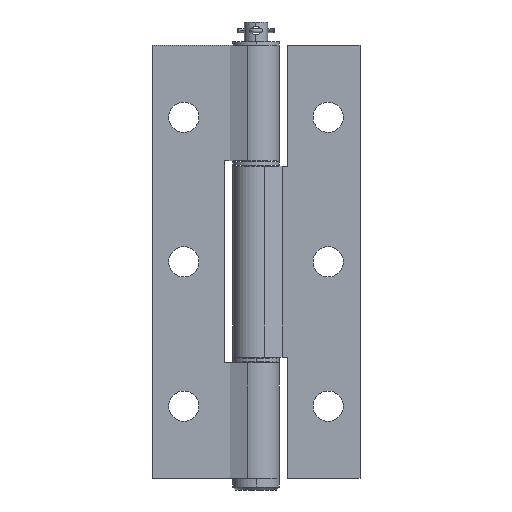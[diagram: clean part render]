
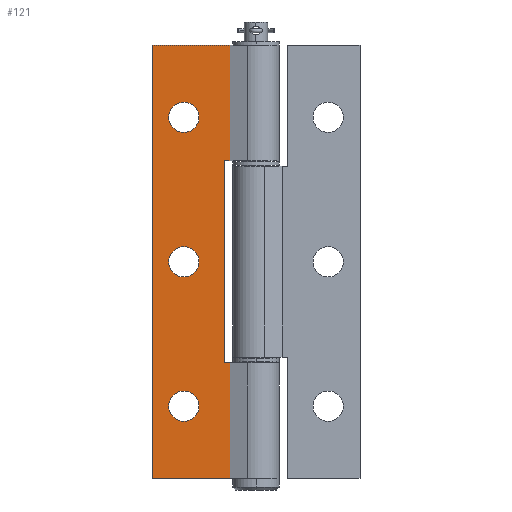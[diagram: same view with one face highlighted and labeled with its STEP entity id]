
A CAD part, front view. The second image highlights one B-rep face of the part: STEP entity #121.
In plain terms, the highlighted planar face has unit normal (0, -1, 0).
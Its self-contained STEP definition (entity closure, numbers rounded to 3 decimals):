
#6 = VERTEX_POINT ( 'NONE', #394 ) ;
#14 = EDGE_CURVE ( 'NONE', #246, #2985, #502, .T. ) ;
#17 = ORIENTED_EDGE ( 'NONE', *, *, #18, .T. ) ;
#18 = EDGE_CURVE ( 'NONE', #6, #42, #498, .T. ) ;
#40 = ORIENTED_EDGE ( 'NONE', *, *, #41, .T. ) ;
#41 = EDGE_CURVE ( 'NONE', #42, #43, #440, .T. ) ;
#42 = VERTEX_POINT ( 'NONE', #436 ) ;
#43 = VERTEX_POINT ( 'NONE', #435 ) ;
#81 = ORIENTED_EDGE ( 'NONE', *, *, #82, .T. ) ;
#82 = EDGE_CURVE ( 'NONE', #43, #3692, #364, .T. ) ;
#83 = ORIENTED_EDGE ( 'NONE', *, *, #3687, .F. ) ;
#84 = ORIENTED_EDGE ( 'NONE', *, *, #133, .F. ) ;
#85 = ORIENTED_EDGE ( 'NONE', *, *, #14, .T. ) ;
#86 = ORIENTED_EDGE ( 'NONE', *, *, #3557, .T. ) ;
#87 = ORIENTED_EDGE ( 'NONE', *, *, #88, .F. ) ;
#88 = EDGE_CURVE ( 'NONE', #6, #3555, #360, .T. ) ;
#121 = ADVANCED_FACE ( 'NONE', ( #415, #414, #413, #412 ), #410, .F. ) ;
#122 = EDGE_LOOP ( 'NONE', ( #123, #163 ) ) ;
#123 = ORIENTED_EDGE ( 'NONE', *, *, #124, .T. ) ;
#124 = EDGE_CURVE ( 'NONE', #3473, #3472, #331, .T. ) ;
#133 = EDGE_CURVE ( 'NONE', #246, #3691, #311, .T. ) ;
#163 = ORIENTED_EDGE ( 'NONE', *, *, #3471, .T. ) ;
#164 = EDGE_LOOP ( 'NONE', ( #165, #167 ) ) ;
#165 = ORIENTED_EDGE ( 'NONE', *, *, #166, .T. ) ;
#166 = EDGE_CURVE ( 'NONE', #3600, #3599, #765, .T. ) ;
#167 = ORIENTED_EDGE ( 'NONE', *, *, #3598, .T. ) ;
#168 = EDGE_LOOP ( 'NONE', ( #169, #171 ) ) ;
#169 = ORIENTED_EDGE ( 'NONE', *, *, #170, .T. ) ;
#170 = EDGE_CURVE ( 'NONE', #3357, #3356, #760, .T. ) ;
#171 = ORIENTED_EDGE ( 'NONE', *, *, #3355, .T. ) ;
#172 = EDGE_LOOP ( 'NONE', ( #40, #81, #83, #84, #85, #86, #87, #17 ) ) ;
#246 = VERTEX_POINT ( 'NONE', #651 ) ;
#308 = DIRECTION ( 'NONE',  ( 1., 0., 0. ) ) ;
#309 = VECTOR ( 'NONE', #308, 1000. ) ;
#310 = CARTESIAN_POINT ( 'NONE',  ( -36., -5., 75. ) ) ;
#311 = LINE ( 'NONE', #310, #309 ) ;
#328 = DIRECTION ( 'NONE',  ( 0., 0., 1. ) ) ;
#329 = DIRECTION ( 'NONE',  ( 0., 1., 0. ) ) ;
#330 = AXIS2_PLACEMENT_3D ( 'NONE', #411, #329, #328 ) ;
#331 = CIRCLE ( 'NONE', #330, 5.25 ) ;
#357 = DIRECTION ( 'NONE',  ( 0., 0., -1. ) ) ;
#358 = VECTOR ( 'NONE', #357, 1000. ) ;
#359 = CARTESIAN_POINT ( 'NONE',  ( -9., -5., 75. ) ) ;
#360 = LINE ( 'NONE', #359, #358 ) ;
#361 = DIRECTION ( 'NONE',  ( 1., 0., 0. ) ) ;
#362 = VECTOR ( 'NONE', #361, 1000. ) ;
#363 = CARTESIAN_POINT ( 'NONE',  ( -36., -5., 35. ) ) ;
#364 = LINE ( 'NONE', #363, #362 ) ;
#394 = CARTESIAN_POINT ( 'NONE',  ( -9., -5., -35. ) ) ;
#406 = DIRECTION ( 'NONE',  ( 0., 0., 1. ) ) ;
#407 = DIRECTION ( 'NONE',  ( 0., 1., 0. ) ) ;
#408 = CARTESIAN_POINT ( 'NONE',  ( -36., -5., 75. ) ) ;
#409 = AXIS2_PLACEMENT_3D ( 'NONE', #408, #407, #406 ) ;
#410 = PLANE ( 'NONE',  #409 ) ;
#411 = CARTESIAN_POINT ( 'NONE',  ( -25., -5., -50. ) ) ;
#412 = FACE_OUTER_BOUND ( 'NONE', #172, .T. ) ;
#413 = FACE_BOUND ( 'NONE', #168, .T. ) ;
#414 = FACE_BOUND ( 'NONE', #164, .T. ) ;
#415 = FACE_BOUND ( 'NONE', #122, .T. ) ;
#435 = CARTESIAN_POINT ( 'NONE',  ( -11., -5., 35. ) ) ;
#436 = CARTESIAN_POINT ( 'NONE',  ( -11., -5., -35. ) ) ;
#437 = DIRECTION ( 'NONE',  ( 0., 0., 1. ) ) ;
#438 = VECTOR ( 'NONE', #437, 1000. ) ;
#439 = CARTESIAN_POINT ( 'NONE',  ( -11., -5., 75. ) ) ;
#440 = LINE ( 'NONE', #439, #438 ) ;
#495 = DIRECTION ( 'NONE',  ( -1., 0., 0. ) ) ;
#496 = VECTOR ( 'NONE', #495, 1000. ) ;
#497 = CARTESIAN_POINT ( 'NONE',  ( -36., -5., -35. ) ) ;
#498 = LINE ( 'NONE', #497, #496 ) ;
#499 = DIRECTION ( 'NONE',  ( 0., 0., -1. ) ) ;
#500 = VECTOR ( 'NONE', #499, 1000. ) ;
#501 = CARTESIAN_POINT ( 'NONE',  ( -36., -5., 75. ) ) ;
#502 = LINE ( 'NONE', #501, #500 ) ;
#651 = CARTESIAN_POINT ( 'NONE',  ( -36., -5., 75. ) ) ;
#756 = DIRECTION ( 'NONE',  ( 0., 0., 1. ) ) ;
#757 = DIRECTION ( 'NONE',  ( 0., 1., 0. ) ) ;
#758 = CARTESIAN_POINT ( 'NONE',  ( -25., -5., 50. ) ) ;
#759 = AXIS2_PLACEMENT_3D ( 'NONE', #758, #757, #756 ) ;
#760 = CIRCLE ( 'NONE', #759, 5.25 ) ;
#761 = DIRECTION ( 'NONE',  ( 0., 0., 1. ) ) ;
#762 = DIRECTION ( 'NONE',  ( 0., 1., 0. ) ) ;
#763 = CARTESIAN_POINT ( 'NONE',  ( -25., -5., 0. ) ) ;
#764 = AXIS2_PLACEMENT_3D ( 'NONE', #763, #762, #761 ) ;
#765 = CIRCLE ( 'NONE', #764, 5.25 ) ;
#1411 = CARTESIAN_POINT ( 'NONE',  ( -25., -5., -44.75 ) ) ;
#1412 = CARTESIAN_POINT ( 'NONE',  ( -25., -5., -55.25 ) ) ;
#1413 = DIRECTION ( 'NONE',  ( 0., 0., 1. ) ) ;
#1414 = DIRECTION ( 'NONE',  ( 0., 1., 0. ) ) ;
#1415 = CARTESIAN_POINT ( 'NONE',  ( -25., -5., -50. ) ) ;
#1416 = AXIS2_PLACEMENT_3D ( 'NONE', #1415, #1414, #1413 ) ;
#1421 = CIRCLE ( 'NONE', #1416, 5.25 ) ;
#1479 = CARTESIAN_POINT ( 'NONE',  ( -25., -5., 55.25 ) ) ;
#1480 = CARTESIAN_POINT ( 'NONE',  ( -25., -5., 44.75 ) ) ;
#1481 = DIRECTION ( 'NONE',  ( 0., 0., 1. ) ) ;
#1482 = DIRECTION ( 'NONE',  ( 0., 1., 0. ) ) ;
#1483 = CARTESIAN_POINT ( 'NONE',  ( -25., -5., 50. ) ) ;
#1484 = AXIS2_PLACEMENT_3D ( 'NONE', #1483, #1482, #1481 ) ;
#1485 = CIRCLE ( 'NONE', #1484, 5.25 ) ;
#1580 = CARTESIAN_POINT ( 'NONE',  ( -25., -5., 5.25 ) ) ;
#1581 = CARTESIAN_POINT ( 'NONE',  ( -25., -5., -5.25 ) ) ;
#1582 = DIRECTION ( 'NONE',  ( 0., 0., 1. ) ) ;
#1583 = DIRECTION ( 'NONE',  ( 0., 1., 0. ) ) ;
#1584 = CARTESIAN_POINT ( 'NONE',  ( -25., -5., 0. ) ) ;
#1585 = AXIS2_PLACEMENT_3D ( 'NONE', #1584, #1583, #1582 ) ;
#1586 = CIRCLE ( 'NONE', #1585, 5.25 ) ;
#1694 = DIRECTION ( 'NONE',  ( 1., 0., 0. ) ) ;
#1695 = VECTOR ( 'NONE', #1694, 1000. ) ;
#1696 = CARTESIAN_POINT ( 'NONE',  ( -36., -5., -75. ) ) ;
#1697 = LINE ( 'NONE', #1696, #1695 ) ;
#1698 = CARTESIAN_POINT ( 'NONE',  ( -9., -5., -75. ) ) ;
#2002 = CARTESIAN_POINT ( 'NONE',  ( -9., -5., 35. ) ) ;
#2003 = CARTESIAN_POINT ( 'NONE',  ( -9., -5., 75. ) ) ;
#2005 = DIRECTION ( 'NONE',  ( 0., 0., -1. ) ) ;
#2006 = VECTOR ( 'NONE', #2005, 1000. ) ;
#2007 = CARTESIAN_POINT ( 'NONE',  ( -9., -5., 75. ) ) ;
#2008 = LINE ( 'NONE', #2007, #2006 ) ;
#2791 = CARTESIAN_POINT ( 'NONE',  ( -36., -5., -75. ) ) ;
#2985 = VERTEX_POINT ( 'NONE', #2791 ) ;
#3355 = EDGE_CURVE ( 'NONE', #3356, #3357, #1485, .T. ) ;
#3356 = VERTEX_POINT ( 'NONE', #1480 ) ;
#3357 = VERTEX_POINT ( 'NONE', #1479 ) ;
#3471 = EDGE_CURVE ( 'NONE', #3472, #3473, #1421, .T. ) ;
#3472 = VERTEX_POINT ( 'NONE', #1412 ) ;
#3473 = VERTEX_POINT ( 'NONE', #1411 ) ;
#3555 = VERTEX_POINT ( 'NONE', #1698 ) ;
#3557 = EDGE_CURVE ( 'NONE', #2985, #3555, #1697, .T. ) ;
#3598 = EDGE_CURVE ( 'NONE', #3599, #3600, #1586, .T. ) ;
#3599 = VERTEX_POINT ( 'NONE', #1581 ) ;
#3600 = VERTEX_POINT ( 'NONE', #1580 ) ;
#3687 = EDGE_CURVE ( 'NONE', #3691, #3692, #2008, .T. ) ;
#3691 = VERTEX_POINT ( 'NONE', #2003 ) ;
#3692 = VERTEX_POINT ( 'NONE', #2002 ) ;
